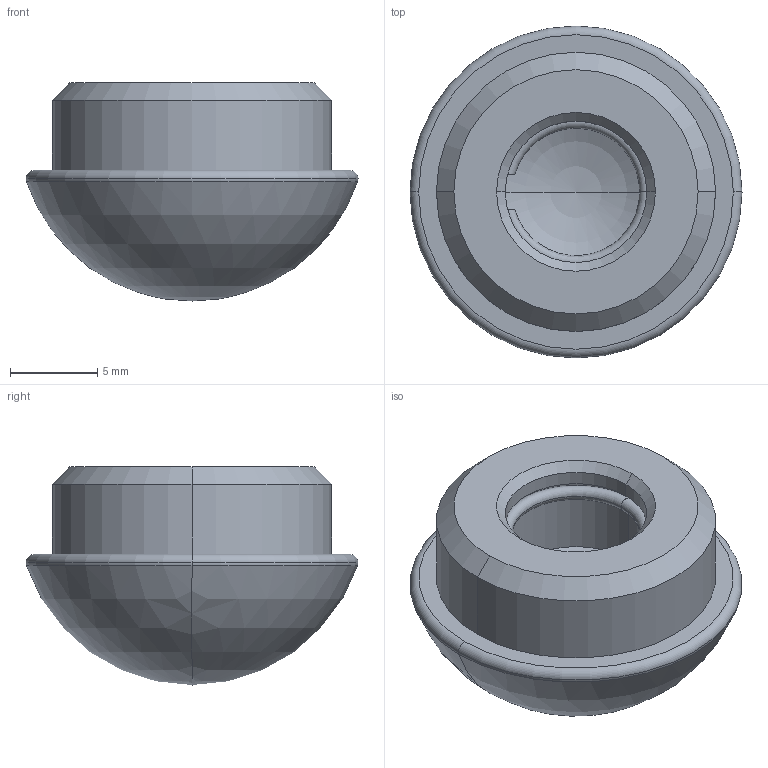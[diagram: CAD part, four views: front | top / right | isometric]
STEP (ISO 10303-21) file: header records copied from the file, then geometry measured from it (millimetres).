
FILE_DESCRIPTION(('STEP AP214'),'1');
FILE_NAME('160660.STP','2011-09-08T08:46:53',(' '),(' '),'Spatial InterOp 3D',' ',' ');
FILE_SCHEMA(('automotive_design'));
Length unit declared in the file: millimetre
Products named in the file (2): Kugelsegment; Torus
Bounding box: 19.03 x 19.03 x 12.5 mm (x, y, z)
Volume: 1934.7 mm3; surface area: 1212.2 mm2
Topology: 2 solids, 2 shells, 30 faces, 60 edges, 34 vertices
Faces by surface type: torus 8, cylinder 8, plane 6, cone 4, sphere 4
Entity records: 1171 total; most frequent: CARTESIAN_POINT 254, DIRECTION 156, ORIENTED_EDGE 112, AXIS2_PLACEMENT_3D 72, EDGE_CURVE 56, CIRCLE 40, EDGE_LOOP 34, VERTEX_POINT 34
